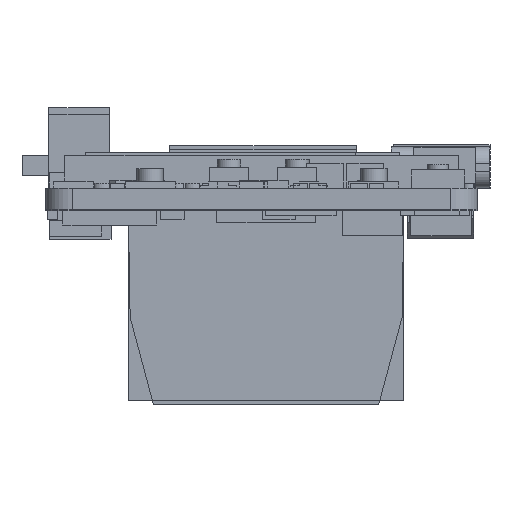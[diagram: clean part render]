
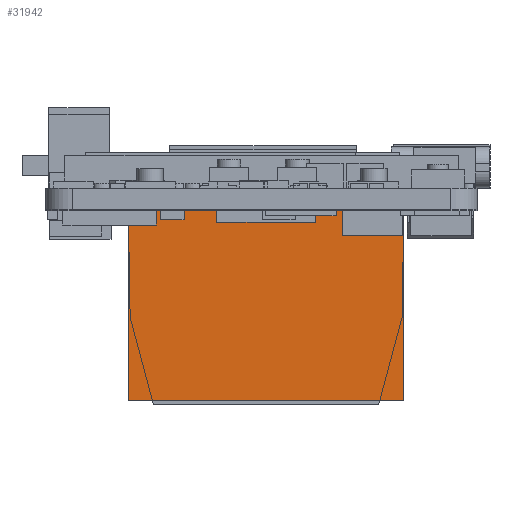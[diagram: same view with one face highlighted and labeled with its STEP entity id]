
A CAD part, front view. The second image highlights one B-rep face of the part: STEP entity #31942.
In plain terms, the highlighted planar face has unit normal (0, -1, 0).
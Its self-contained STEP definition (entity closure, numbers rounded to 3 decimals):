
#1652=FACE_OUTER_BOUND('',#3894,.T.);
#3894=EDGE_LOOP('',(#26077,#26078,#26079,#26080));
#7837=LINE('',#49607,#11870);
#7877=LINE('',#49687,#11910);
#7878=LINE('',#49689,#11911);
#7879=LINE('',#49690,#11912);
#11870=VECTOR('',#40226,21.);
#11910=VECTOR('',#40340,14.5);
#11911=VECTOR('',#40341,21.);
#11912=VECTOR('',#40342,14.5);
#15410=VERTEX_POINT('',#49605);
#15411=VERTEX_POINT('',#49606);
#15414=VERTEX_POINT('',#49686);
#15415=VERTEX_POINT('',#49688);
#19142=EDGE_CURVE('',#15410,#15411,#7837,.T.);
#19182=EDGE_CURVE('',#15414,#15410,#7877,.T.);
#19183=EDGE_CURVE('',#15414,#15415,#7878,.T.);
#19184=EDGE_CURVE('',#15415,#15411,#7879,.T.);
#26077=ORIENTED_EDGE('',*,*,#19142,.F.);
#26078=ORIENTED_EDGE('',*,*,#19182,.F.);
#26079=ORIENTED_EDGE('',*,*,#19183,.T.);
#26080=ORIENTED_EDGE('',*,*,#19184,.T.);
#30180=PLANE('',#34055);
#31942=ADVANCED_FACE('',(#1652),#30180,.T.);
#34055=AXIS2_PLACEMENT_3D('',#49685,#40338,#40339);
#40226=DIRECTION('',(1.,0.,0.));
#40338=DIRECTION('center_axis',(0.,-1.,0.));
#40339=DIRECTION('ref_axis',(-1.,0.,0.));
#40340=DIRECTION('',(0.,0.,1.));
#40341=DIRECTION('',(1.,0.,0.));
#40342=DIRECTION('',(0.,0.,1.));
#49605=CARTESIAN_POINT('',(-26.613,19.253,-0.1));
#49606=CARTESIAN_POINT('',(-5.613,19.253,-0.1));
#49607=CARTESIAN_POINT('',(-26.613,19.253,-0.1));
#49685=CARTESIAN_POINT('Origin',(-5.613,19.253,-0.1));
#49686=CARTESIAN_POINT('',(-26.613,19.253,-14.6));
#49687=CARTESIAN_POINT('',(-26.613,19.253,-14.6));
#49688=CARTESIAN_POINT('',(-5.613,19.253,-14.6));
#49689=CARTESIAN_POINT('',(-26.613,19.253,-14.6));
#49690=CARTESIAN_POINT('',(-5.613,19.253,-14.6));
